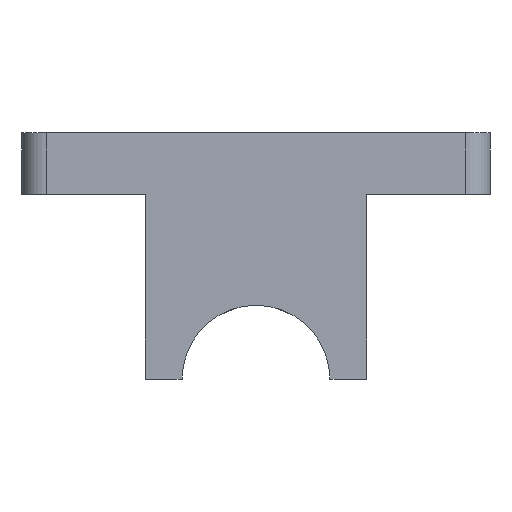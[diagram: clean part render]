
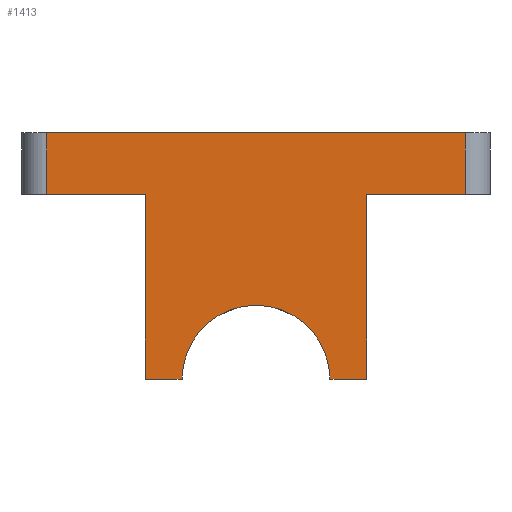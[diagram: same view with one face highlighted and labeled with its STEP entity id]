
A CAD part, front view. The second image highlights one B-rep face of the part: STEP entity #1413.
In plain terms, the highlighted planar face has unit normal (0, -1, 0).
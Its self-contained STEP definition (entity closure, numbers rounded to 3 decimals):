
#63=PLANE('',#1560);
#120=FACE_OUTER_BOUND('',#200,.T.);
#200=EDGE_LOOP('',(#1211,#1212,#1213,#1214,#1215,#1216,#1217,#1218,#1219,
#1220));
#234=LINE('',#2056,#365);
#247=LINE('',#2086,#378);
#261=LINE('',#2118,#392);
#281=LINE('',#2159,#412);
#327=LINE('',#2418,#458);
#329=LINE('',#2424,#460);
#334=LINE('',#2441,#465);
#341=LINE('',#2458,#472);
#342=LINE('',#2459,#473);
#365=VECTOR('',#1618,1000.);
#378=VECTOR('',#1641,1000.);
#392=VECTOR('',#1663,1000.);
#412=VECTOR('',#1691,1000.);
#458=VECTOR('',#1901,1000.);
#460=VECTOR('',#1907,1000.);
#465=VECTOR('',#1924,1000.);
#472=VECTOR('',#1943,1000.);
#473=VECTOR('',#1944,1000.);
#522=CIRCLE('',#1527,6.);
#565=VERTEX_POINT('',#2053);
#566=VERTEX_POINT('',#2055);
#578=VERTEX_POINT('',#2084);
#591=VERTEX_POINT('',#2115);
#592=VERTEX_POINT('',#2117);
#609=VERTEX_POINT('',#2158);
#668=VERTEX_POINT('',#2416);
#670=VERTEX_POINT('',#2423);
#675=VERTEX_POINT('',#2438);
#676=VERTEX_POINT('',#2440);
#702=EDGE_CURVE('',#565,#566,#234,.T.);
#718=EDGE_CURVE('',#578,#565,#247,.T.);
#734=EDGE_CURVE('',#591,#592,#261,.T.);
#756=EDGE_CURVE('',#592,#609,#281,.T.);
#823=EDGE_CURVE('',#566,#591,#522,.T.);
#851=EDGE_CURVE('',#668,#578,#327,.T.);
#854=EDGE_CURVE('',#609,#670,#329,.T.);
#863=EDGE_CURVE('',#675,#676,#334,.T.);
#873=EDGE_CURVE('',#675,#670,#341,.T.);
#874=EDGE_CURVE('',#668,#676,#342,.T.);
#1211=ORIENTED_EDGE('',*,*,#863,.F.);
#1212=ORIENTED_EDGE('',*,*,#873,.T.);
#1213=ORIENTED_EDGE('',*,*,#854,.F.);
#1214=ORIENTED_EDGE('',*,*,#756,.F.);
#1215=ORIENTED_EDGE('',*,*,#734,.F.);
#1216=ORIENTED_EDGE('',*,*,#823,.F.);
#1217=ORIENTED_EDGE('',*,*,#702,.F.);
#1218=ORIENTED_EDGE('',*,*,#718,.F.);
#1219=ORIENTED_EDGE('',*,*,#851,.F.);
#1220=ORIENTED_EDGE('',*,*,#874,.T.);
#1413=ADVANCED_FACE('',(#120),#63,.F.);
#1527=AXIS2_PLACEMENT_3D('',#2317,#1848,#1849);
#1560=AXIS2_PLACEMENT_3D('',#2457,#1941,#1942);
#1618=DIRECTION('',(-1.,0.,0.));
#1641=DIRECTION('',(0.,0.,-1.));
#1663=DIRECTION('',(-1.,0.,0.));
#1691=DIRECTION('',(0.,0.,1.));
#1848=DIRECTION('center_axis',(0.,-1.,0.));
#1849=DIRECTION('ref_axis',(0.,0.,1.));
#1901=DIRECTION('',(-1.,0.,0.));
#1907=DIRECTION('',(-1.,0.,0.));
#1924=DIRECTION('',(1.,0.,0.));
#1941=DIRECTION('center_axis',(0.,1.,0.));
#1942=DIRECTION('ref_axis',(0.,0.,1.));
#1943=DIRECTION('',(0.,0.,-1.));
#1944=DIRECTION('',(0.,0.,1.));
#2053=CARTESIAN_POINT('',(9.,0.,-20.));
#2055=CARTESIAN_POINT('',(6.,0.,-20.));
#2056=CARTESIAN_POINT('',(9.,0.,-20.));
#2084=CARTESIAN_POINT('',(9.,0.,-5.));
#2086=CARTESIAN_POINT('',(9.,0.,-5.));
#2115=CARTESIAN_POINT('',(-6.,0.,-20.));
#2117=CARTESIAN_POINT('',(-9.,0.,-20.));
#2118=CARTESIAN_POINT('',(-9.,0.,-20.));
#2158=CARTESIAN_POINT('',(-9.,0.,-5.));
#2159=CARTESIAN_POINT('',(-9.,0.,-5.));
#2317=CARTESIAN_POINT('Origin',(0.,0.,-20.));
#2416=CARTESIAN_POINT('',(17.,0.,-5.));
#2418=CARTESIAN_POINT('',(19.,0.,-5.));
#2423=CARTESIAN_POINT('',(-17.,0.,-5.));
#2424=CARTESIAN_POINT('',(-19.,0.,-5.));
#2438=CARTESIAN_POINT('',(-17.,0.,0.));
#2440=CARTESIAN_POINT('',(17.,0.,0.));
#2441=CARTESIAN_POINT('',(19.,0.,0.));
#2457=CARTESIAN_POINT('Origin',(0.,0.,-20.));
#2458=CARTESIAN_POINT('',(-17.,0.,-20.));
#2459=CARTESIAN_POINT('',(17.,0.,-20.));
